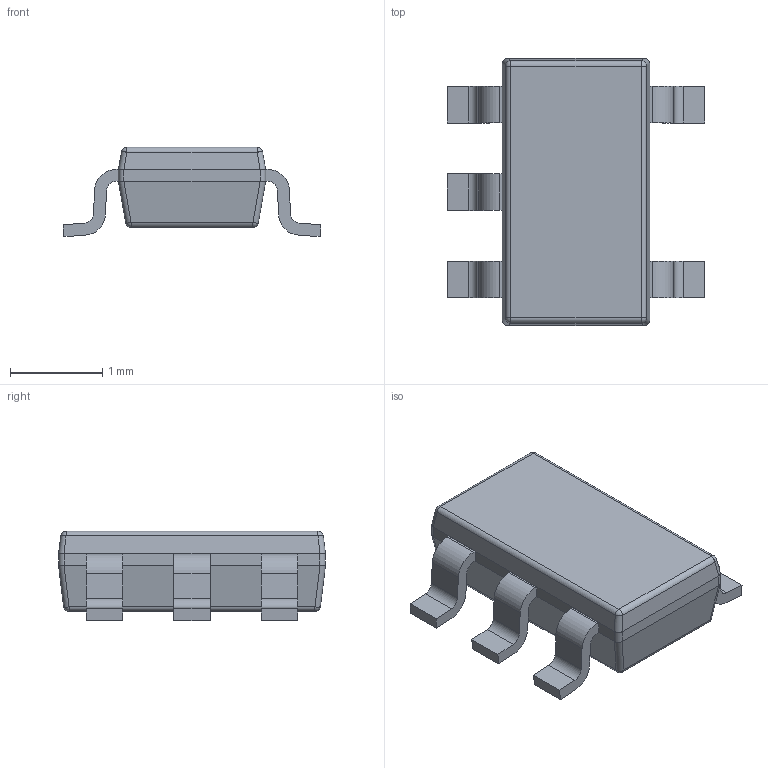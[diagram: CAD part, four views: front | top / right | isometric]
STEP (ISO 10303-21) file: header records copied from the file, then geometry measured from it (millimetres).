
FILE_DESCRIPTION((''),'2;1');
FILE_NAME('DDC0005A_ASM','2021-08-30T14:49:39',('a0412086'),(''),'CREO PARAMETRIC BY PTC INC, 2018500','CREO PARAMETRIC BY PTC INC, 2018500','');
FILE_SCHEMA(('CONFIG_CONTROL_DESIGN','SHAPE_APPEARANCE_LAYERS_GROUPS'));
Length unit declared in the file: millimetre
Products named in the file (3): BODY-SOT; LEAD-SOT; DDC0005A_ASM
Assembly tree (6 placements, depth 2):
  DDC0005A_ASM
    BODY-SOT
    LEAD-SOT  x5
Bounding box: 2.8 x 2.9 x 0.97 mm (x, y, z)
Volume: 4.1 mm3; surface area: 21.5 mm2
Topology: 6 solids, 6 shells, 112 faces, 268 edges, 168 vertices
Faces by surface type: plane 64, cylinder 40, sphere 8
Entity records: 2090 total; most frequent: CARTESIAN_POINT 343, DIRECTION 270, ORIENTED_EDGE 248, PRESENTATION_STYLE_ASSIGNMENT 126, STYLED_ITEM 126, CURVE_STYLE 124, EDGE_CURVE 124, AXIS2_PLACEMENT_3D 97
